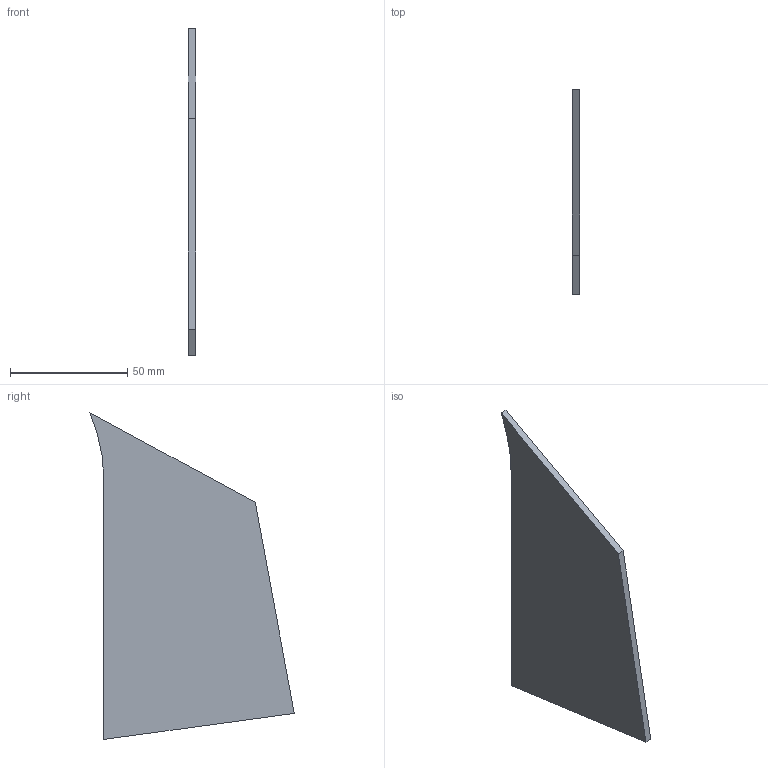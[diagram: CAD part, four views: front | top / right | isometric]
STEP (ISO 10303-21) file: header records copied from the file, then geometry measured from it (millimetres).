
FILE_DESCRIPTION((''),'2;1');
FILE_NAME('WEBBING_PELVIC','2023-04-27T13:25:13',('apm49'),(''),'CREO PARAMETRIC BY PTC INC, 2022164','CREO PARAMETRIC BY PTC INC, 2022164','');
FILE_SCHEMA(('CONFIG_CONTROL_DESIGN'));
Length unit declared in the file: millimetre
Products named in the file (1): WEBBING_PELVIC
Bounding box: 3 x 87.1 x 139.22 mm (x, y, z)
Volume: 24491.8 mm3; surface area: 17508.2 mm2
Topology: 1 solids, 1 shells, 7 faces, 15 edges, 10 vertices
Faces by surface type: plane 6, extrusion 1
Entity records: 261 total; most frequent: CARTESIAN_POINT 70, ORIENTED_EDGE 30, DIRECTION 26, EDGE_CURVE 15, VECTOR 14, LINE 13, VERTEX_POINT 10, EDGE_LOOP 7
